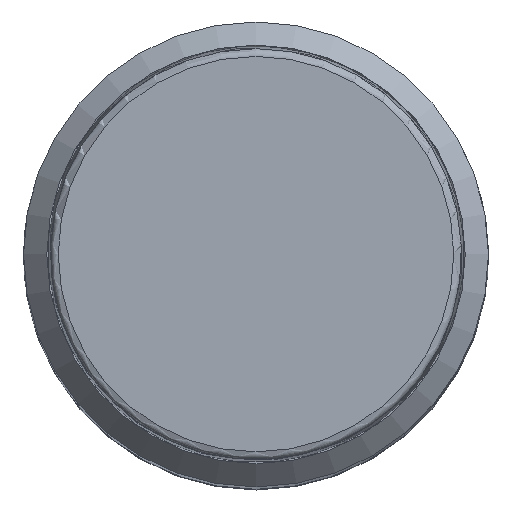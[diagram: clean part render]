
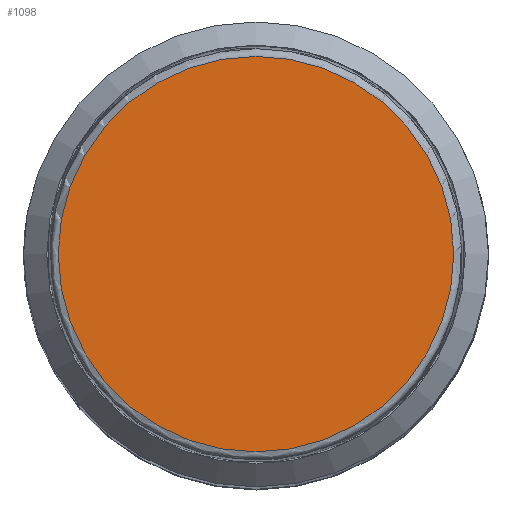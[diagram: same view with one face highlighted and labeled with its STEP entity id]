
A CAD part, top view. The second image highlights one B-rep face of the part: STEP entity #1098.
In plain terms, the highlighted planar face has unit normal (0, 0, 1).
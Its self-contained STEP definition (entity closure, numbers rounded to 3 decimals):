
#151=PLANE('',#1187);
#179=CIRCLE('',#1188,5.103);
#283=FACE_OUTER_BOUND('',#352,.T.);
#352=EDGE_LOOP('',(#849));
#478=VERTEX_POINT('',#2075);
#639=EDGE_CURVE('',#478,#478,#179,.T.);
#849=ORIENTED_EDGE('',*,*,#639,.F.);
#1098=ADVANCED_FACE('',(#283),#151,.F.);
#1187=AXIS2_PLACEMENT_3D('',#2074,#1376,#1377);
#1188=AXIS2_PLACEMENT_3D('',#2076,#1378,#1379);
#1376=DIRECTION('center_axis',(0.,0.,-1.));
#1377=DIRECTION('ref_axis',(0.,1.,0.));
#1378=DIRECTION('center_axis',(0.,0.,-1.));
#1379=DIRECTION('ref_axis',(0.,1.,0.));
#2074=CARTESIAN_POINT('Origin',(0.,0.,53.2));
#2075=CARTESIAN_POINT('',(0.,5.103,53.2));
#2076=CARTESIAN_POINT('Origin',(0.,0.,53.2));
